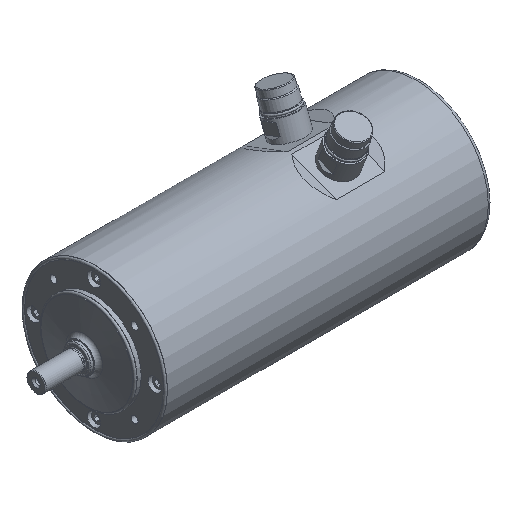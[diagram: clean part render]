
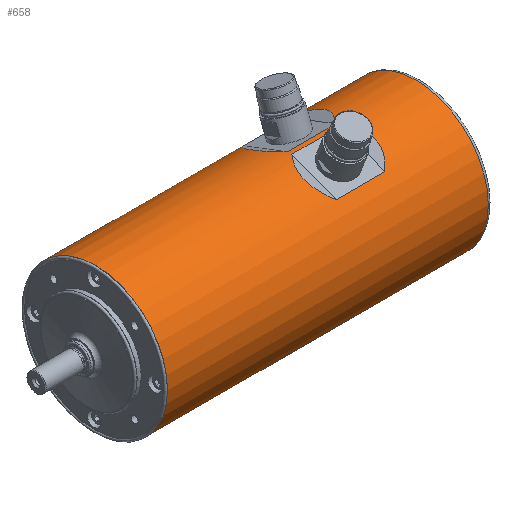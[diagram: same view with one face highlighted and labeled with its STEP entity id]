
A CAD part, isometric view. The second image highlights one B-rep face of the part: STEP entity #658.
In plain terms, the highlighted cylindrical face has radius 53.5 mm (diameter 107 mm), a full revolution.
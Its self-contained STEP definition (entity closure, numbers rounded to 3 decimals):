
#281=ELLIPSE('',#1997,156.424,53.5);
#282=ELLIPSE('',#2001,156.424,53.5);
#283=ELLIPSE('',#2003,156.424,53.5);
#284=ELLIPSE('',#2006,156.424,53.5);
#363=LINE('',#2920,#453);
#364=LINE('',#2922,#454);
#367=LINE('',#2933,#457);
#368=LINE('',#2935,#458);
#453=VECTOR('',#2354,1.);
#454=VECTOR('',#2355,1.);
#457=VECTOR('',#2368,1.);
#458=VECTOR('',#2369,1.);
#658=ADVANCED_FACE('',(#801,#802,#803,#804),#735,.T.);
#735=CYLINDRICAL_SURFACE('',#2017,53.5);
#801=FACE_BOUND('',#1009,.T.);
#802=FACE_BOUND('',#1010,.T.);
#803=FACE_BOUND('',#1011,.T.);
#804=FACE_BOUND('',#1012,.T.);
#1009=EDGE_LOOP('',(#1345,#1346,#1347,#1348));
#1010=EDGE_LOOP('',(#1349,#1350,#1351,#1352));
#1011=EDGE_LOOP('',(#1353));
#1012=EDGE_LOOP('',(#1354));
#1345=ORIENTED_EDGE('',*,*,#1772,.F.);
#1346=ORIENTED_EDGE('',*,*,#1770,.F.);
#1347=ORIENTED_EDGE('',*,*,#1768,.F.);
#1348=ORIENTED_EDGE('',*,*,#1769,.F.);
#1349=ORIENTED_EDGE('',*,*,#1766,.F.);
#1350=ORIENTED_EDGE('',*,*,#1764,.F.);
#1351=ORIENTED_EDGE('',*,*,#1761,.F.);
#1352=ORIENTED_EDGE('',*,*,#1763,.F.);
#1353=ORIENTED_EDGE('',*,*,#1759,.T.);
#1354=ORIENTED_EDGE('',*,*,#1777,.T.);
#1581=VERTEX_POINT('',#2911);
#1582=VERTEX_POINT('',#2914);
#1583=VERTEX_POINT('',#2915);
#1585=VERTEX_POINT('',#2921);
#1586=VERTEX_POINT('',#2923);
#1587=VERTEX_POINT('',#2929);
#1588=VERTEX_POINT('',#2930);
#1589=VERTEX_POINT('',#2934);
#1590=VERTEX_POINT('',#2936);
#1595=VERTEX_POINT('',#2954);
#1759=EDGE_CURVE('',#1581,#1581,#1870,.T.);
#1761=EDGE_CURVE('',#1582,#1583,#281,.T.);
#1763=EDGE_CURVE('',#1585,#1582,#363,.T.);
#1764=EDGE_CURVE('',#1583,#1586,#364,.T.);
#1766=EDGE_CURVE('',#1586,#1585,#282,.T.);
#1768=EDGE_CURVE('',#1587,#1588,#283,.T.);
#1769=EDGE_CURVE('',#1589,#1587,#367,.T.);
#1770=EDGE_CURVE('',#1588,#1590,#368,.T.);
#1772=EDGE_CURVE('',#1590,#1589,#284,.T.);
#1777=EDGE_CURVE('',#1595,#1595,#1876,.T.);
#1870=CIRCLE('',#1995,53.5);
#1876=CIRCLE('',#2016,53.5);
#1995=AXIS2_PLACEMENT_3D('',#2910,#2343,#2344);
#1997=AXIS2_PLACEMENT_3D('',#2916,#2348,#2349);
#2001=AXIS2_PLACEMENT_3D('',#2926,#2359,#2360);
#2003=AXIS2_PLACEMENT_3D('',#2931,#2364,#2365);
#2006=AXIS2_PLACEMENT_3D('',#2939,#2373,#2374);
#2016=AXIS2_PLACEMENT_3D('',#2953,#2393,#2394);
#2017=AXIS2_PLACEMENT_3D('',#2955,#2395,#2396);
#2343=DIRECTION('',(0.,-1.,0.));
#2344=DIRECTION('',(0.,0.,1.));
#2348=DIRECTION('',(0.877,0.342,0.337));
#2349=DIRECTION('',(-0.319,0.94,-0.123));
#2354=DIRECTION('',(0.,-1.,0.));
#2355=DIRECTION('',(0.,1.,0.));
#2359=DIRECTION('',(0.877,-0.342,0.337));
#2360=DIRECTION('',(0.319,0.94,0.123));
#2364=DIRECTION('',(0.877,0.342,-0.337));
#2365=DIRECTION('',(-0.319,0.94,0.123));
#2368=DIRECTION('',(0.,-1.,0.));
#2369=DIRECTION('',(0.,1.,0.));
#2373=DIRECTION('',(0.877,-0.342,-0.337));
#2374=DIRECTION('',(0.319,0.94,-0.123));
#2393=DIRECTION('',(0.,1.,0.));
#2394=DIRECTION('',(0.,0.,1.));
#2395=DIRECTION('',(0.,1.,0.));
#2396=DIRECTION('',(0.,0.,1.));
#2910=CARTESIAN_POINT('',(0.,238.733,0.));
#2911=CARTESIAN_POINT('',(0.,238.733,53.5));
#2914=CARTESIAN_POINT('',(40.816,145.,34.588));
#2915=CARTESIAN_POINT('',(53.476,145.,1.607));
#2916=CARTESIAN_POINT('',(0.,283.748,0.));
#2920=CARTESIAN_POINT('',(40.816,0.,34.588));
#2921=CARTESIAN_POINT('',(40.816,181.,34.588));
#2922=CARTESIAN_POINT('',(53.476,0.,1.607));
#2923=CARTESIAN_POINT('',(53.476,181.,1.607));
#2926=CARTESIAN_POINT('',(0.,42.252,0.));
#2929=CARTESIAN_POINT('',(53.476,145.,-1.607));
#2930=CARTESIAN_POINT('',(40.816,145.,-34.588));
#2931=CARTESIAN_POINT('',(0.,283.748,0.));
#2933=CARTESIAN_POINT('',(53.476,0.,-1.607));
#2934=CARTESIAN_POINT('',(53.476,181.,-1.607));
#2935=CARTESIAN_POINT('',(40.816,0.,-34.588));
#2936=CARTESIAN_POINT('',(40.816,181.,-34.588));
#2939=CARTESIAN_POINT('',(0.,42.252,0.));
#2953=CARTESIAN_POINT('',(0.,0.914,0.));
#2954=CARTESIAN_POINT('',(0.,0.914,53.5));
#2955=CARTESIAN_POINT('',(0.,0.,0.));
